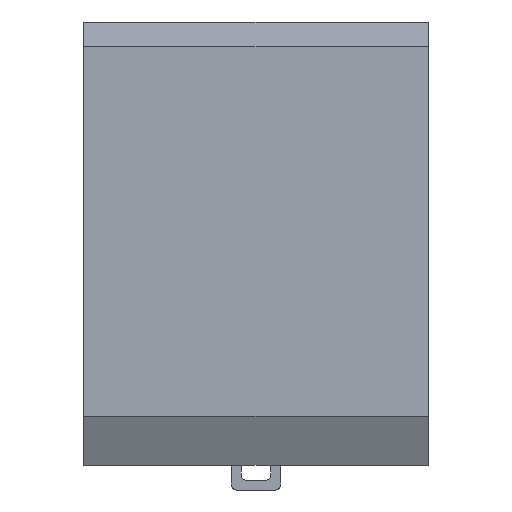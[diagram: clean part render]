
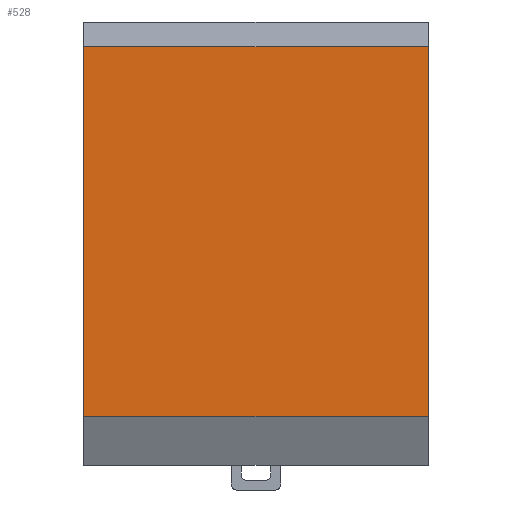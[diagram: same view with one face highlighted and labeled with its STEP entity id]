
A CAD part, front view. The second image highlights one B-rep face of the part: STEP entity #528.
In plain terms, the highlighted planar face has unit normal (0, -1, 0).
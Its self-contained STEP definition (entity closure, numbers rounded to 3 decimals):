
#26=PLANE('',#566);
#52=FACE_OUTER_BOUND('',#79,.T.);
#79=EDGE_LOOP('',(#431,#432,#433,#434));
#129=LINE('',#812,#194);
#130=LINE('',#815,#195);
#131=LINE('',#817,#196);
#132=LINE('',#818,#197);
#194=VECTOR('',#662,70.);
#195=VECTOR('',#665,75.);
#196=VECTOR('',#666,70.);
#197=VECTOR('',#667,75.);
#262=VERTEX_POINT('',#805);
#265=VERTEX_POINT('',#810);
#266=VERTEX_POINT('',#814);
#267=VERTEX_POINT('',#816);
#327=EDGE_CURVE('',#265,#262,#129,.T.);
#328=EDGE_CURVE('',#266,#265,#130,.T.);
#329=EDGE_CURVE('',#266,#267,#131,.T.);
#330=EDGE_CURVE('',#262,#267,#132,.T.);
#431=ORIENTED_EDGE('',*,*,#327,.F.);
#432=ORIENTED_EDGE('',*,*,#328,.F.);
#433=ORIENTED_EDGE('',*,*,#329,.T.);
#434=ORIENTED_EDGE('',*,*,#330,.F.);
#528=ADVANCED_FACE('',(#52),#26,.T.);
#566=AXIS2_PLACEMENT_3D('',#813,#663,#664);
#662=DIRECTION('',(1.,0.,0.));
#663=DIRECTION('center_axis',(0.,-1.,0.));
#664=DIRECTION('ref_axis',(0.,0.,-1.));
#665=DIRECTION('',(0.,0.,1.));
#666=DIRECTION('',(1.,0.,0.));
#667=DIRECTION('',(0.,0.,-1.));
#805=CARTESIAN_POINT('',(35.,-15.,40.));
#810=CARTESIAN_POINT('',(-35.,-15.,40.));
#812=CARTESIAN_POINT('',(0.,-15.,40.));
#813=CARTESIAN_POINT('Origin',(0.,-15.,45.));
#814=CARTESIAN_POINT('',(-35.,-15.,-35.));
#815=CARTESIAN_POINT('',(-35.,-15.,45.));
#816=CARTESIAN_POINT('',(35.,-15.,-35.));
#817=CARTESIAN_POINT('',(0.,-15.,-35.));
#818=CARTESIAN_POINT('',(35.,-15.,45.));
